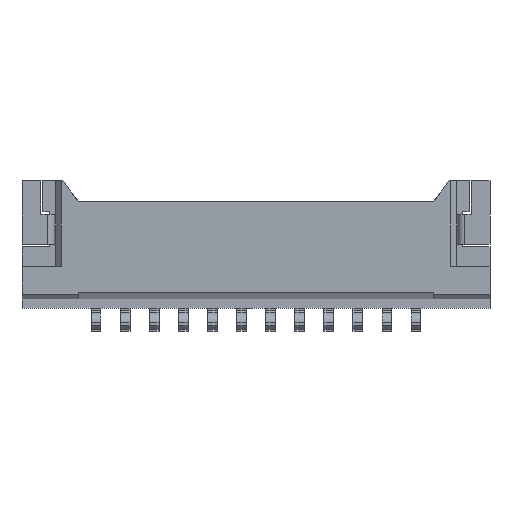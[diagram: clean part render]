
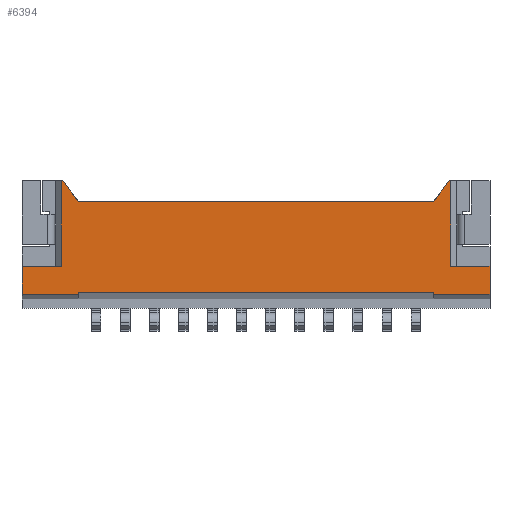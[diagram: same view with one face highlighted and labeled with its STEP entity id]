
A CAD part, front view. The second image highlights one B-rep face of the part: STEP entity #6394.
In plain terms, the highlighted planar face has unit normal (0, -1, 0).
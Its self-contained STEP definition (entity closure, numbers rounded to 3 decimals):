
#1=DIRECTION('',(0.,0.,-1.));
#2=VECTOR('',#1,3.7);
#3=CARTESIAN_POINT('',(-8.375,-0.925,2.75));
#4=LINE('',#3,#2);
#5=DIRECTION('',(1.,0.,0.));
#6=VECTOR('',#5,0.06);
#7=CARTESIAN_POINT('',(-8.375,-0.925,2.75));
#8=LINE('',#7,#6);
#9=DIRECTION('',(0.588,0.,-0.809));
#10=VECTOR('',#9,1.113);
#11=CARTESIAN_POINT('',(-8.315,-0.925,2.75));
#12=LINE('',#11,#10);
#13=DIRECTION('',(1.,0.,0.));
#14=VECTOR('',#13,15.32);
#15=CARTESIAN_POINT('',(-7.66,-0.925,1.85));
#16=LINE('',#15,#14);
#17=DIRECTION('',(0.588,0.,0.809));
#18=VECTOR('',#17,1.113);
#19=CARTESIAN_POINT('',(7.66,-0.925,1.85));
#20=LINE('',#19,#18);
#21=DIRECTION('',(1.,0.,0.));
#22=VECTOR('',#21,0.06);
#23=CARTESIAN_POINT('',(8.315,-0.925,2.75));
#24=LINE('',#23,#22);
#25=DIRECTION('',(0.,0.,1.));
#26=VECTOR('',#25,3.7);
#27=CARTESIAN_POINT('',(8.375,-0.925,-0.95));
#28=LINE('',#27,#26);
#29=DIRECTION('',(0.,0.,-1.));
#30=VECTOR('',#29,1.2);
#31=CARTESIAN_POINT('',(10.075,-0.925,-0.95));
#32=LINE('',#31,#30);
#33=DIRECTION('',(-1.,0.,0.));
#34=VECTOR('',#33,2.415);
#35=CARTESIAN_POINT('',(10.075,-0.925,-2.15));
#36=LINE('',#35,#34);
#37=DIRECTION('',(0.,0.,1.));
#38=VECTOR('',#37,0.1);
#39=CARTESIAN_POINT('',(7.66,-0.925,-2.15));
#40=LINE('',#39,#38);
#41=DIRECTION('',(1.,0.,0.));
#42=VECTOR('',#41,15.32);
#43=CARTESIAN_POINT('',(-7.66,-0.925,-2.05));
#44=LINE('',#43,#42);
#45=DIRECTION('',(0.,0.,1.));
#46=VECTOR('',#45,0.1);
#47=CARTESIAN_POINT('',(-7.66,-0.925,-2.15));
#48=LINE('',#47,#46);
#49=DIRECTION('',(-1.,0.,0.));
#50=VECTOR('',#49,2.415);
#51=CARTESIAN_POINT('',(-7.66,-0.925,-2.15));
#52=LINE('',#51,#50);
#53=DIRECTION('',(0.,0.,1.));
#54=VECTOR('',#53,1.2);
#55=CARTESIAN_POINT('',(-10.075,-0.925,-2.15));
#56=LINE('',#55,#54);
#61=DIRECTION('',(-1.,0.,0.));
#62=VECTOR('',#61,1.7);
#63=CARTESIAN_POINT('',(-8.375,-0.925,-0.95));
#64=LINE('',#63,#62);
#813=DIRECTION('',(-1.,0.,0.));
#814=VECTOR('',#813,1.7);
#815=CARTESIAN_POINT('',(10.075,-0.925,-0.95));
#816=LINE('',#815,#814);
#4851=CARTESIAN_POINT('',(7.66,-0.925,1.85));
#4852=CARTESIAN_POINT('',(8.315,-0.925,2.75));
#4853=VERTEX_POINT('',#4851);
#4854=VERTEX_POINT('',#4852);
#4855=CARTESIAN_POINT('',(-7.66,-0.925,1.85));
#4856=VERTEX_POINT('',#4855);
#4867=CARTESIAN_POINT('',(-8.315,-0.925,2.75));
#4868=VERTEX_POINT('',#4867);
#5033=CARTESIAN_POINT('',(10.075,-0.925,-0.95));
#5034=VERTEX_POINT('',#5033);
#5039=CARTESIAN_POINT('',(-10.075,-0.925,-0.95));
#5040=VERTEX_POINT('',#5039);
#5131=CARTESIAN_POINT('',(-8.375,-0.925,-0.95));
#5132=VERTEX_POINT('',#5131);
#5207=CARTESIAN_POINT('',(10.075,-0.925,-2.15));
#5208=VERTEX_POINT('',#5207);
#5211=CARTESIAN_POINT('',(-10.075,-0.925,-2.15));
#5212=VERTEX_POINT('',#5211);
#5225=CARTESIAN_POINT('',(-8.375,-0.925,2.75));
#5226=VERTEX_POINT('',#5225);
#5227=CARTESIAN_POINT('',(8.375,-0.925,2.75));
#5228=VERTEX_POINT('',#5227);
#5229=CARTESIAN_POINT('',(8.375,-0.925,-0.95));
#5230=VERTEX_POINT('',#5229);
#5279=CARTESIAN_POINT('',(7.66,-0.925,-2.15));
#5280=CARTESIAN_POINT('',(7.66,-0.925,-2.05));
#5281=VERTEX_POINT('',#5279);
#5282=VERTEX_POINT('',#5280);
#5283=CARTESIAN_POINT('',(-7.66,-0.925,-2.15));
#5284=CARTESIAN_POINT('',(-7.66,-0.925,-2.05));
#5285=VERTEX_POINT('',#5283);
#5286=VERTEX_POINT('',#5284);
#6355=CARTESIAN_POINT('',(0.,-0.925,0.));
#6356=DIRECTION('',(0.,-1.,0.));
#6357=DIRECTION('',(-1.,0.,0.));
#6358=AXIS2_PLACEMENT_3D('',#6355,#6356,#6357);
#6359=PLANE('',#6358);
#6361=ORIENTED_EDGE('',*,*,#6360,.F.);
#6363=ORIENTED_EDGE('',*,*,#6362,.T.);
#6365=ORIENTED_EDGE('',*,*,#6364,.T.);
#6367=ORIENTED_EDGE('',*,*,#6366,.T.);
#6369=ORIENTED_EDGE('',*,*,#6368,.T.);
#6371=ORIENTED_EDGE('',*,*,#6370,.T.);
#6373=ORIENTED_EDGE('',*,*,#6372,.F.);
#6375=ORIENTED_EDGE('',*,*,#6374,.F.);
#6377=ORIENTED_EDGE('',*,*,#6376,.T.);
#6379=ORIENTED_EDGE('',*,*,#6378,.T.);
#6381=ORIENTED_EDGE('',*,*,#6380,.T.);
#6383=ORIENTED_EDGE('',*,*,#6382,.F.);
#6385=ORIENTED_EDGE('',*,*,#6384,.F.);
#6387=ORIENTED_EDGE('',*,*,#6386,.T.);
#6389=ORIENTED_EDGE('',*,*,#6388,.T.);
#6391=ORIENTED_EDGE('',*,*,#6390,.F.);
#6392=EDGE_LOOP('',(#6361,#6363,#6365,#6367,#6369,#6371,#6373,#6375,#6377,#6379,
#6381,#6383,#6385,#6387,#6389,#6391));
#6393=FACE_OUTER_BOUND('',#6392,.F.);
#6394=ADVANCED_FACE('',(#6393),#6359,.T.);
#6360=EDGE_CURVE('',#5226,#5132,#4,.T.);
#6362=EDGE_CURVE('',#5226,#4868,#8,.T.);
#6364=EDGE_CURVE('',#4868,#4856,#12,.T.);
#6366=EDGE_CURVE('',#4856,#4853,#16,.T.);
#6368=EDGE_CURVE('',#4853,#4854,#20,.T.);
#6370=EDGE_CURVE('',#4854,#5228,#24,.T.);
#6372=EDGE_CURVE('',#5230,#5228,#28,.T.);
#6374=EDGE_CURVE('',#5034,#5230,#816,.T.);
#6376=EDGE_CURVE('',#5034,#5208,#32,.T.);
#6378=EDGE_CURVE('',#5208,#5281,#36,.T.);
#6380=EDGE_CURVE('',#5281,#5282,#40,.T.);
#6382=EDGE_CURVE('',#5286,#5282,#44,.T.);
#6384=EDGE_CURVE('',#5285,#5286,#48,.T.);
#6386=EDGE_CURVE('',#5285,#5212,#52,.T.);
#6388=EDGE_CURVE('',#5212,#5040,#56,.T.);
#6390=EDGE_CURVE('',#5132,#5040,#64,.T.);
